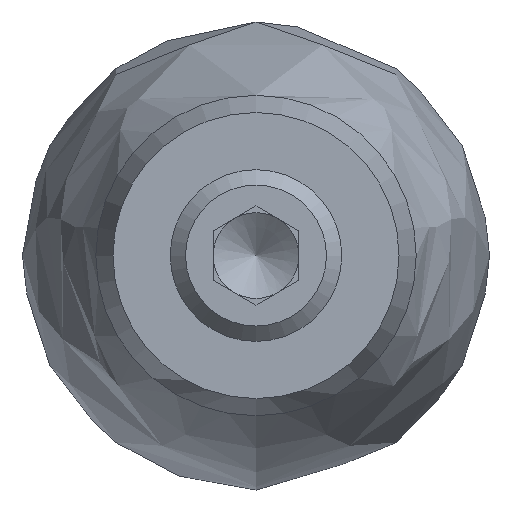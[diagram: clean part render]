
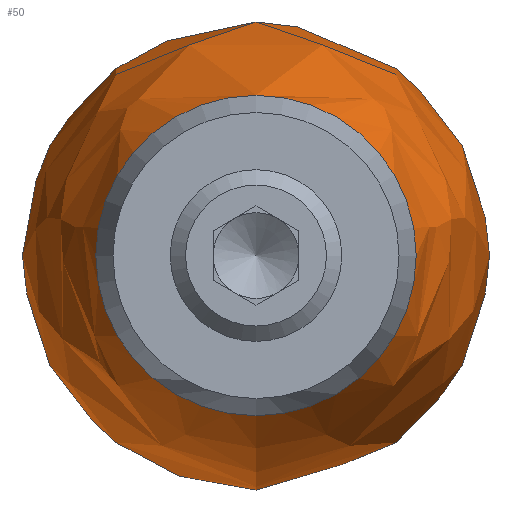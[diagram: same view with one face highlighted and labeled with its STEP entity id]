
A CAD part, left-side view. The second image highlights one B-rep face of the part: STEP entity #50.
In plain terms, the highlighted free-form (B-spline) face has degree [3, 3] with [4, 7] control points.
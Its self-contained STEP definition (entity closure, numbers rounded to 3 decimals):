
#50 = ADVANCED_FACE( '', ( #113, #114 ), #115, .T. );
#113 = FACE_OUTER_BOUND( '', #195, .T. );
#114 = FACE_OUTER_BOUND( '', #196, .T. );
#115 = ( BOUNDED_SURFACE(  )B_SPLINE_SURFACE( 3, 3, ( ( #199, #200, #201, #202, #203, #204, #205 ), ( #206, #207, #208, #209, #210, #211, #212 ), ( #213, #214, #215, #216, #217, #218, #219 ), ( #220, #221, #222, #223, #224, #225, #226 ) ), .UNSPECIFIED., .F., .T., .F. )B_SPLINE_SURFACE_WITH_KNOTS( ( 4, 4 ), ( 4, 3, 4 ), ( 0., 6.283 ), ( -0.504, 0.167, 0.838 ), .UNSPECIFIED. )GEOMETRIC_REPRESENTATION_ITEM(  )RATIONAL_B_SPLINE_SURFACE( ( ( 1., 0.333, 0.333, 1., 0.333, 0.333, 1. ), ( 0.855, 0.285, 0.285, 0.855, 0.285, 0.285, 0.855 ), ( 0.855, 0.285, 0.285, 0.855, 0.285, 0.285, 0.855 ), ( 1., 0.333, 0.333, 1., 0.333, 0.333, 1. ) ) )REPRESENTATION_ITEM( '' )SURFACE(  ) );
#195 = EDGE_LOOP( '', ( #351 ) );
#196 = EDGE_LOOP( '', ( #352 ) );
#199 = CARTESIAN_POINT( '', ( 99.179, 0., -2.54 ) );
#200 = CARTESIAN_POINT( '', ( 99.179, 5.081, -2.54 ) );
#201 = CARTESIAN_POINT( '', ( 99.179, 5.081, 2.54 ) );
#202 = CARTESIAN_POINT( '', ( 99.179, 0., 2.54 ) );
#203 = CARTESIAN_POINT( '', ( 99.179, -5.081, 2.54 ) );
#204 = CARTESIAN_POINT( '', ( 99.179, -5.081, -2.54 ) );
#205 = CARTESIAN_POINT( '', ( 99.179, 0., -2.54 ) );
#206 = CARTESIAN_POINT( '', ( 85.598, 0., -17.634 ) );
#207 = CARTESIAN_POINT( '', ( 85.598, 35.268, -17.634 ) );
#208 = CARTESIAN_POINT( '', ( 85.598, 35.268, 17.634 ) );
#209 = CARTESIAN_POINT( '', ( 85.598, 0., 17.634 ) );
#210 = CARTESIAN_POINT( '', ( 85.598, -35.268, 17.634 ) );
#211 = CARTESIAN_POINT( '', ( 85.598, -35.268, -17.634 ) );
#212 = CARTESIAN_POINT( '', ( 85.598, 0., -17.634 ) );
#213 = CARTESIAN_POINT( '', ( 65.577, 0., -21.008 ) );
#214 = CARTESIAN_POINT( '', ( 65.577, 42.016, -21.008 ) );
#215 = CARTESIAN_POINT( '', ( 65.577, 42.016, 21.008 ) );
#216 = CARTESIAN_POINT( '', ( 65.577, 0., 21.008 ) );
#217 = CARTESIAN_POINT( '', ( 65.577, -42.016, 21.008 ) );
#218 = CARTESIAN_POINT( '', ( 65.577, -42.016, -21.008 ) );
#219 = CARTESIAN_POINT( '', ( 65.577, 0., -21.008 ) );
#220 = CARTESIAN_POINT( '', ( 47.8, 0., -11.2 ) );
#221 = CARTESIAN_POINT( '', ( 47.8, 22.4, -11.2 ) );
#222 = CARTESIAN_POINT( '', ( 47.8, 22.4, 11.2 ) );
#223 = CARTESIAN_POINT( '', ( 47.8, 0., 11.2 ) );
#224 = CARTESIAN_POINT( '', ( 47.8, -22.4, 11.2 ) );
#225 = CARTESIAN_POINT( '', ( 47.8, -22.4, -11.2 ) );
#226 = CARTESIAN_POINT( '', ( 47.8, 0., -11.2 ) );
#351 = ORIENTED_EDGE( '', *, *, #504, .T. );
#352 = ORIENTED_EDGE( '', *, *, #505, .F. );
#504 = EDGE_CURVE( '', #575, #575, #576, .T. );
#505 = EDGE_CURVE( '', #577, #577, #578, .T. );
#575 = VERTEX_POINT( '', #671 );
#576 = CIRCLE( '', #672, 11.2 );
#577 = VERTEX_POINT( '', #673 );
#578 = CIRCLE( '', #674, 2.54 );
#671 = CARTESIAN_POINT( '', ( 47.8, 0., -11.2 ) );
#672 = AXIS2_PLACEMENT_3D( '', #758, #759, #760 );
#673 = CARTESIAN_POINT( '', ( 99.179, 0., -2.54 ) );
#674 = AXIS2_PLACEMENT_3D( '', #761, #762, #763 );
#758 = CARTESIAN_POINT( '', ( 47.8, 0., 0. ) );
#759 = DIRECTION( '', ( 1., 0., 0. ) );
#760 = DIRECTION( '', ( 0., 0., -1. ) );
#761 = CARTESIAN_POINT( '', ( 99.179, 0., 0. ) );
#762 = DIRECTION( '', ( 1., 0., 0. ) );
#763 = DIRECTION( '', ( 0., 0., -1. ) );
